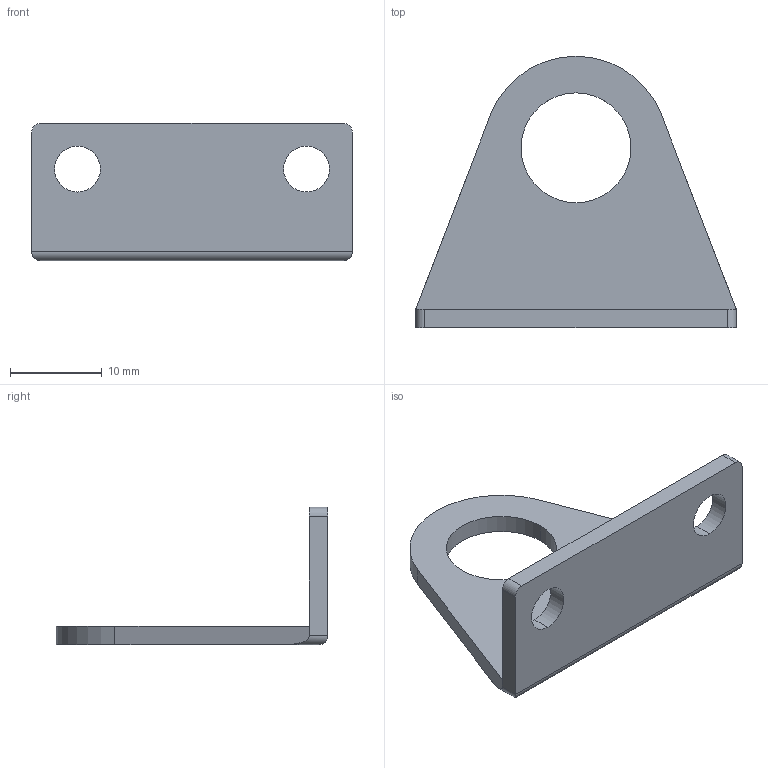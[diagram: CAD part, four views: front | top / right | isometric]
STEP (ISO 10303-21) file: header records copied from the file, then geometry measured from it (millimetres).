
FILE_DESCRIPTION (( 'STEP AP203' ), '1' );
FILE_NAME ('CylinderClamp_Default_sldprt.STEP', '2023-10-19T05:34:35', ( '' ), ( '' ), 'SwSTEP 2.0', 'SolidWorks 2023', '' );
FILE_SCHEMA (( 'CONFIG_CONTROL_DESIGN' ));
Length unit declared in the file: millimetre
Products named in the file (1): CylinderClamp_Default_sldprt
Bounding box: 35 x 29.64 x 15 mm (x, y, z)
Volume: 2049.2 mm3; surface area: 2445.4 mm2
Topology: 1 solids, 1 shells, 21 faces, 53 edges, 34 vertices
Faces by surface type: cylinder 12, plane 9
Entity records: 722 total; most frequent: CARTESIAN_POINT 121, DIRECTION 111, ORIENTED_EDGE 106, EDGE_CURVE 53, AXIS2_PLACEMENT_3D 40, VERTEX_POINT 34, VECTOR 31, LINE 31
